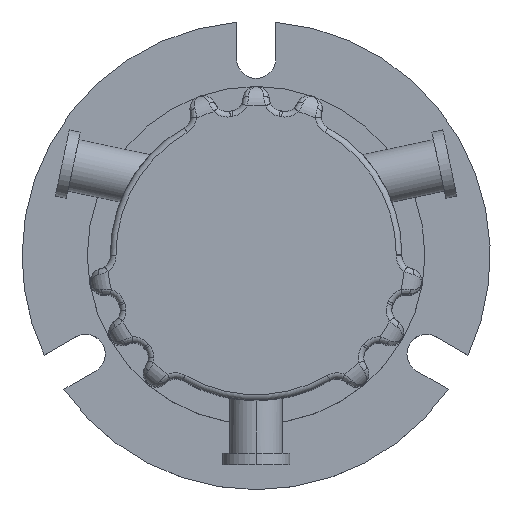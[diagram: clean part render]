
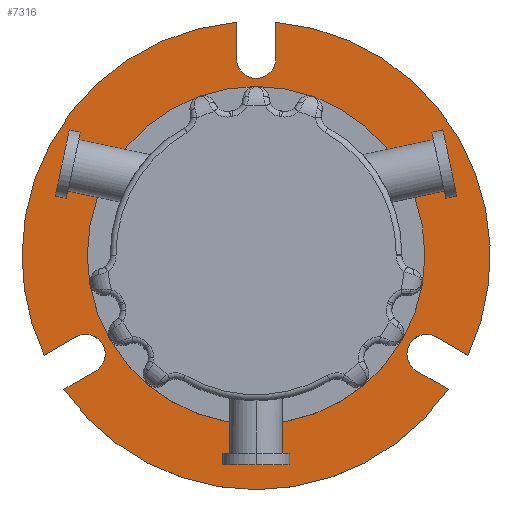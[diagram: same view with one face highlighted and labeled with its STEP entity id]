
A CAD part, top view. The second image highlights one B-rep face of the part: STEP entity #7316.
In plain terms, the highlighted planar face has unit normal (0, 0, 1).
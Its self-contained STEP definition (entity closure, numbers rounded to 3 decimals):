
#113 = AXIS2_PLACEMENT_3D ( 'NONE', #6454, #2470, #7151 ) ;
#219 = CARTESIAN_POINT ( 'NONE',  ( -9.5, 0., -9. ) ) ;
#352 = ORIENTED_EDGE ( 'NONE', *, *, #5429, .T. ) ;
#441 = AXIS2_PLACEMENT_3D ( 'NONE', #6610, #2630, #7301 ) ;
#473 = CARTESIAN_POINT ( 'NONE',  ( 13.405, -8.75, -9. ) ) ;
#499 = AXIS2_PLACEMENT_3D ( 'NONE', #7413, #3417, #8065 ) ;
#500 = CARTESIAN_POINT ( 'NONE',  ( -1.75, 20.726, -9. ) ) ;
#597 = LINE ( 'NONE', #4952, #2151 ) ;
#748 = CARTESIAN_POINT ( 'NONE',  ( 0., 0., -9. ) ) ;
#786 = ORIENTED_EDGE ( 'NONE', *, *, #7255, .T. ) ;
#788 = VERTEX_POINT ( 'NONE', #500 ) ;
#874 = EDGE_CURVE ( 'NONE', #8301, #7089, #5121, .T. ) ;
#909 = ORIENTED_EDGE ( 'NONE', *, *, #1312, .T. ) ;
#1058 = VERTEX_POINT ( 'NONE', #2293 ) ;
#1226 = DIRECTION ( 'NONE',  ( 0., 0., -1. ) ) ;
#1312 = EDGE_CURVE ( 'NONE', #4702, #3687, #6818, .T. ) ;
#1408 = DIRECTION ( 'NONE',  ( 0., 0., 1. ) ) ;
#1414 = DIRECTION ( 'NONE',  ( 1., 0., 0. ) ) ;
#1415 = CIRCLE ( 'NONE', #3548, 9.5 ) ;
#1537 = DIRECTION ( 'NONE',  ( 0., -1., 0. ) ) ;
#1596 = CIRCLE ( 'NONE', #3436, 20.8 ) ;
#1697 = CARTESIAN_POINT ( 'NONE',  ( 0., 0., -9. ) ) ;
#1703 = CIRCLE ( 'NONE', #441, 20.8 ) ;
#1775 = PLANE ( 'NONE',  #113 ) ;
#1878 = CARTESIAN_POINT ( 'NONE',  ( 14.28, -10.266, -9. ) ) ;
#1902 = AXIS2_PLACEMENT_3D ( 'NONE', #7610, #3619, #8261 ) ;
#1930 = LINE ( 'NONE', #2209, #7061 ) ;
#1979 = EDGE_CURVE ( 'NONE', #4782, #4702, #7889, .T. ) ;
#2151 = VECTOR ( 'NONE', #2936, 1000. ) ;
#2153 = CARTESIAN_POINT ( 'NONE',  ( -20.8, 0., -9. ) ) ;
#2154 = CARTESIAN_POINT ( 'NONE',  ( 1.75, 17.5, -9. ) ) ;
#2187 = ORIENTED_EDGE ( 'NONE', *, *, #7020, .T. ) ;
#2209 = CARTESIAN_POINT ( 'NONE',  ( -14.28, -10.266, -9. ) ) ;
#2293 = CARTESIAN_POINT ( 'NONE',  ( -17.074, -11.879, -9. ) ) ;
#2352 = EDGE_CURVE ( 'NONE', #2838, #6526, #6808, .T. ) ;
#2365 = DIRECTION ( 'NONE',  ( 1., 0., 0. ) ) ;
#2446 = AXIS2_PLACEMENT_3D ( 'NONE', #3126, #7799, #3812 ) ;
#2470 = DIRECTION ( 'NONE',  ( 0., 0., 1. ) ) ;
#2615 = CARTESIAN_POINT ( 'NONE',  ( 9.5, 0., -9. ) ) ;
#2627 = CARTESIAN_POINT ( 'NONE',  ( 1.75, 20.726, -9. ) ) ;
#2630 = DIRECTION ( 'NONE',  ( 0., 0., 1. ) ) ;
#2647 = EDGE_CURVE ( 'NONE', #4019, #7917, #4580, .T. ) ;
#2754 = CIRCLE ( 'NONE', #6438, 20.8 ) ;
#2774 = ORIENTED_EDGE ( 'NONE', *, *, #4481, .T. ) ;
#2838 = VERTEX_POINT ( 'NONE', #219 ) ;
#2936 = DIRECTION ( 'NONE',  ( -0.866, 0.5, 0. ) ) ;
#2980 = CARTESIAN_POINT ( 'NONE',  ( -1.75, 17.5, -9. ) ) ;
#3013 = CARTESIAN_POINT ( 'NONE',  ( 0., 0., -9. ) ) ;
#3078 = EDGE_CURVE ( 'NONE', #6526, #2838, #1415, .T. ) ;
#3126 = CARTESIAN_POINT ( 'NONE',  ( 0., 0., -9. ) ) ;
#3149 = LINE ( 'NONE', #2980, #4920 ) ;
#3270 = VERTEX_POINT ( 'NONE', #7705 ) ;
#3300 = ORIENTED_EDGE ( 'NONE', *, *, #874, .T. ) ;
#3339 = DIRECTION ( 'NONE',  ( 0., 0., -1. ) ) ;
#3390 = DIRECTION ( 'NONE',  ( 0., 0., 1. ) ) ;
#3417 = DIRECTION ( 'NONE',  ( 0., 0., -1. ) ) ;
#3436 = AXIS2_PLACEMENT_3D ( 'NONE', #5401, #1408, #6060 ) ;
#3548 = AXIS2_PLACEMENT_3D ( 'NONE', #748, #5404, #1414 ) ;
#3616 = ORIENTED_EDGE ( 'NONE', *, *, #3078, .F. ) ;
#3619 = DIRECTION ( 'NONE',  ( 0., 0., -1. ) ) ;
#3687 = VERTEX_POINT ( 'NONE', #6485 ) ;
#3702 = ORIENTED_EDGE ( 'NONE', *, *, #5596, .T. ) ;
#3812 = DIRECTION ( 'NONE',  ( 1., 0., 0. ) ) ;
#3846 = EDGE_CURVE ( 'NONE', #7089, #5138, #8204, .T. ) ;
#3902 = VERTEX_POINT ( 'NONE', #2153 ) ;
#4019 = VERTEX_POINT ( 'NONE', #8265 ) ;
#4073 = DIRECTION ( 'NONE',  ( 1., 0., 0. ) ) ;
#4176 = CARTESIAN_POINT ( 'NONE',  ( 16.03, -7.234, -9. ) ) ;
#4432 = CIRCLE ( 'NONE', #2446, 20.8 ) ;
#4481 = EDGE_CURVE ( 'NONE', #3687, #3270, #6882, .T. ) ;
#4580 = CIRCLE ( 'NONE', #6762, 1.75 ) ;
#4583 = ORIENTED_EDGE ( 'NONE', *, *, #8559, .T. ) ;
#4702 = VERTEX_POINT ( 'NONE', #473 ) ;
#4782 = VERTEX_POINT ( 'NONE', #1878 ) ;
#4797 = CARTESIAN_POINT ( 'NONE',  ( -14.28, -10.266, -9. ) ) ;
#4920 = VECTOR ( 'NONE', #5001, 1000. ) ;
#4952 = CARTESIAN_POINT ( 'NONE',  ( 14.28, -10.266, -9. ) ) ;
#5001 = DIRECTION ( 'NONE',  ( 0., 1., 0. ) ) ;
#5054 = CARTESIAN_POINT ( 'NONE',  ( -16.03, -7.234, -9. ) ) ;
#5121 = LINE ( 'NONE', #7366, #6261 ) ;
#5138 = VERTEX_POINT ( 'NONE', #5316 ) ;
#5210 = CARTESIAN_POINT ( 'NONE',  ( 15.155, -8.75, -9. ) ) ;
#5229 = VERTEX_POINT ( 'NONE', #6239 ) ;
#5316 = CARTESIAN_POINT ( 'NONE',  ( -1.75, 17.5, -9. ) ) ;
#5401 = CARTESIAN_POINT ( 'NONE',  ( 0., 0., -9. ) ) ;
#5404 = DIRECTION ( 'NONE',  ( 0., 0., 1. ) ) ;
#5429 = EDGE_CURVE ( 'NONE', #3902, #6578, #4432, .T. ) ;
#5490 = EDGE_LOOP ( 'NONE', ( #3616, #6824 ) ) ;
#5544 = ORIENTED_EDGE ( 'NONE', *, *, #6612, .T. ) ;
#5577 = ORIENTED_EDGE ( 'NONE', *, *, #2647, .T. ) ;
#5596 = EDGE_CURVE ( 'NONE', #7917, #1058, #1930, .T. ) ;
#5857 = ORIENTED_EDGE ( 'NONE', *, *, #8156, .T. ) ;
#5858 = FACE_BOUND ( 'NONE', #5490, .T. ) ;
#5887 = DIRECTION ( 'NONE',  ( 1., 0., 0. ) ) ;
#6060 = DIRECTION ( 'NONE',  ( 1., 0., 0. ) ) ;
#6174 = ORIENTED_EDGE ( 'NONE', *, *, #6394, .T. ) ;
#6239 = CARTESIAN_POINT ( 'NONE',  ( 17.074, -11.879, -9. ) ) ;
#6261 = VECTOR ( 'NONE', #1537, 1000. ) ;
#6332 = VECTOR ( 'NONE', #7109, 1000. ) ;
#6354 = DIRECTION ( 'NONE',  ( 0., 0., 1. ) ) ;
#6394 = EDGE_CURVE ( 'NONE', #788, #3902, #2754, .T. ) ;
#6438 = AXIS2_PLACEMENT_3D ( 'NONE', #3013, #3390, #4073 ) ;
#6454 = CARTESIAN_POINT ( 'NONE',  ( 0., 0., -9. ) ) ;
#6485 = CARTESIAN_POINT ( 'NONE',  ( 16.03, -7.234, -9. ) ) ;
#6526 = VERTEX_POINT ( 'NONE', #2615 ) ;
#6578 = VERTEX_POINT ( 'NONE', #6649 ) ;
#6610 = CARTESIAN_POINT ( 'NONE',  ( 0., 0., -9. ) ) ;
#6612 = EDGE_CURVE ( 'NONE', #1058, #5229, #1596, .T. ) ;
#6649 = CARTESIAN_POINT ( 'NONE',  ( -18.824, -8.848, -9. ) ) ;
#6651 = VECTOR ( 'NONE', #7509, 1000. ) ;
#6762 = AXIS2_PLACEMENT_3D ( 'NONE', #7346, #3339, #7999 ) ;
#6808 = CIRCLE ( 'NONE', #7118, 9.5 ) ;
#6818 = CIRCLE ( 'NONE', #8364, 1.75 ) ;
#6824 = ORIENTED_EDGE ( 'NONE', *, *, #2352, .F. ) ;
#6882 = LINE ( 'NONE', #4176, #6651 ) ;
#6885 = DIRECTION ( 'NONE',  ( -0.866, -0.5, 0. ) ) ;
#7020 = EDGE_CURVE ( 'NONE', #3270, #8301, #1703, .T. ) ;
#7058 = EDGE_LOOP ( 'NONE', ( #5857, #5577, #3702, #5544, #4583, #8333, #909, #2774, #2187, #3300, #8449, #786, #6174, #352 ) ) ;
#7061 = VECTOR ( 'NONE', #6885, 1000. ) ;
#7089 = VERTEX_POINT ( 'NONE', #2154 ) ;
#7109 = DIRECTION ( 'NONE',  ( 0.866, 0.5, 0. ) ) ;
#7118 = AXIS2_PLACEMENT_3D ( 'NONE', #1697, #6354, #2365 ) ;
#7151 = DIRECTION ( 'NONE',  ( 1., 0., 0. ) ) ;
#7255 = EDGE_CURVE ( 'NONE', #5138, #788, #3149, .T. ) ;
#7301 = DIRECTION ( 'NONE',  ( 1., 0., 0. ) ) ;
#7316 = ADVANCED_FACE ( 'NONE', ( #7640, #5858 ), #1775, .T. ) ;
#7346 = CARTESIAN_POINT ( 'NONE',  ( -15.155, -8.75, -9. ) ) ;
#7366 = CARTESIAN_POINT ( 'NONE',  ( 1.75, 17.5, -9. ) ) ;
#7413 = CARTESIAN_POINT ( 'NONE',  ( 0., 17.5, -9. ) ) ;
#7509 = DIRECTION ( 'NONE',  ( 0.866, -0.5, 0. ) ) ;
#7610 = CARTESIAN_POINT ( 'NONE',  ( 15.155, -8.75, -9. ) ) ;
#7640 = FACE_OUTER_BOUND ( 'NONE', #7058, .T. ) ;
#7705 = CARTESIAN_POINT ( 'NONE',  ( 18.824, -8.848, -9. ) ) ;
#7799 = DIRECTION ( 'NONE',  ( 0., 0., 1. ) ) ;
#7889 = CIRCLE ( 'NONE', #1902, 1.75 ) ;
#7917 = VERTEX_POINT ( 'NONE', #4797 ) ;
#7999 = DIRECTION ( 'NONE',  ( 1., 0., 0. ) ) ;
#8065 = DIRECTION ( 'NONE',  ( 1., 0., 0. ) ) ;
#8092 = LINE ( 'NONE', #5054, #6332 ) ;
#8156 = EDGE_CURVE ( 'NONE', #6578, #4019, #8092, .T. ) ;
#8204 = CIRCLE ( 'NONE', #499, 1.75 ) ;
#8261 = DIRECTION ( 'NONE',  ( 1., 0., 0. ) ) ;
#8265 = CARTESIAN_POINT ( 'NONE',  ( -16.03, -7.234, -9. ) ) ;
#8301 = VERTEX_POINT ( 'NONE', #2627 ) ;
#8333 = ORIENTED_EDGE ( 'NONE', *, *, #1979, .T. ) ;
#8364 = AXIS2_PLACEMENT_3D ( 'NONE', #5210, #1226, #5887 ) ;
#8449 = ORIENTED_EDGE ( 'NONE', *, *, #3846, .T. ) ;
#8559 = EDGE_CURVE ( 'NONE', #5229, #4782, #597, .T. ) ;
